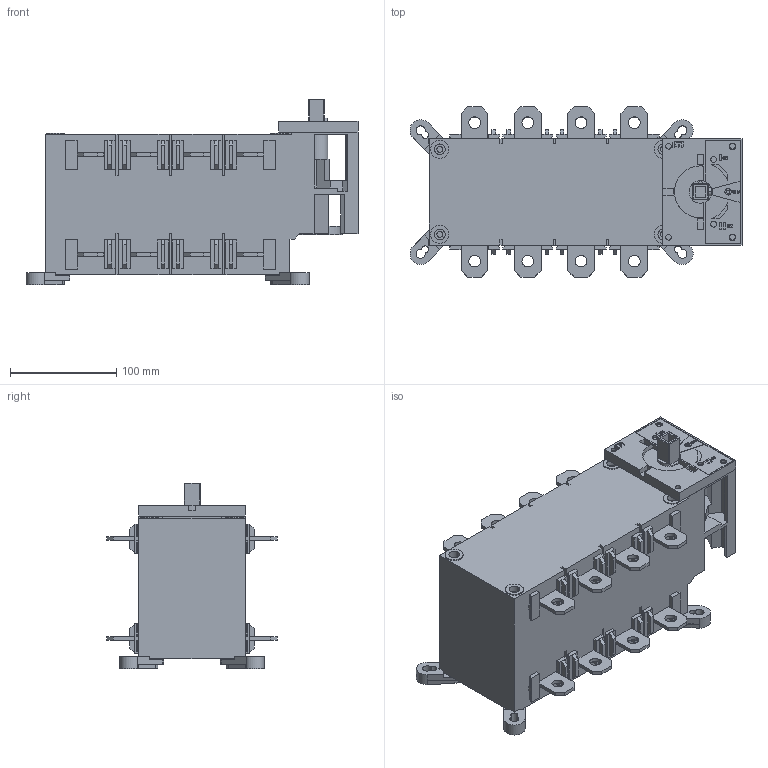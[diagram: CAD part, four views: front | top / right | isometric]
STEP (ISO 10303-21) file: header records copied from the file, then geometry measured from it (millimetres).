
FILE_DESCRIPTION((''),'2;1');
FILE_NAME('004661562_LBS_250_4P_CO_ASM','2021-09-24T',('marketing.praksa'),('Audax d.o.o.'),'CREO PARAMETRIC BY PTC INC, 2017480','CREO PARAMETRIC BY PTC INC, 2017480','');
FILE_SCHEMA(('AUTOMOTIVE_DESIGN { 1 0 10303 214 1 1 1 1 }'));
Length unit declared in the file: millimetre
Products named in the file (32): LBS_250_4P_CO_1_1; LBS_250_4P_CO_1_2; LBS_250_4P_CO_1_ASM; COPPER_1_1; COPPER_1_2; COPPER_1_3; COPPER_1_4; COPPER_1_5; COPPER_1_6; COPPER_1_7; COPPER_1_8; COPPER_1_9; COPPER_1_10; COPPER_1_11; COPPER_1_12; COPPER_1_13; COPPER_1_14; COPPER_1_15; COPPER_1_16; COPPER_1_ASM; X1_1; X2_1; PRT9573_1_1; PRT9573_1_2; PRT9573_1_3; PRT9573_1_ASM; PRT9563_1_1_1_1; PRT9563_1_2_1_1; PRT9563_1_3_1_1; PRT9563_1_4_1_1; 4P-FEET_ASM; 004661562_LBS_250_4P_CO_ASM
Assembly tree (31 placements, depth 3):
  004661562_LBS_250_4P_CO_ASM
    LBS_250_4P_CO_1_ASM
      LBS_250_4P_CO_1_1
      LBS_250_4P_CO_1_2
    COPPER_1_ASM
      COPPER_1_1
      COPPER_1_2
      COPPER_1_3
      COPPER_1_4
      COPPER_1_5
      COPPER_1_6
      COPPER_1_7
      COPPER_1_8
      COPPER_1_9
      COPPER_1_10
      COPPER_1_11
      COPPER_1_12
      COPPER_1_13
      COPPER_1_14
      COPPER_1_15
      COPPER_1_16
    X1_1
    X2_1
    PRT9573_1_ASM
      PRT9573_1_1
      PRT9573_1_2
      PRT9573_1_3
    4P-FEET_ASM
      PRT9563_1_1_1_1
      PRT9563_1_2_1_1
      PRT9563_1_3_1_1
      PRT9563_1_4_1_1
Bounding box: 311.99 x 160 x 174.75 mm (x, y, z)
Volume: 3450203.2 mm3; surface area: 292323.7 mm2
Topology: 27 solids, 28 shells, 1375 faces, 3714 edges, 2478 vertices
Faces by surface type: plane 1131, cylinder 236, cone 4, torus 4
Entity records: 58431 total; most frequent: CARTESIAN_POINT 8208, ORIENTED_EDGE 7428, DIRECTION 7034, PRESENTATION_STYLE_ASSIGNMENT 3992, STYLED_ITEM 3939, CURVE_STYLE 3714, EDGE_CURVE 3714, VECTOR 3114
